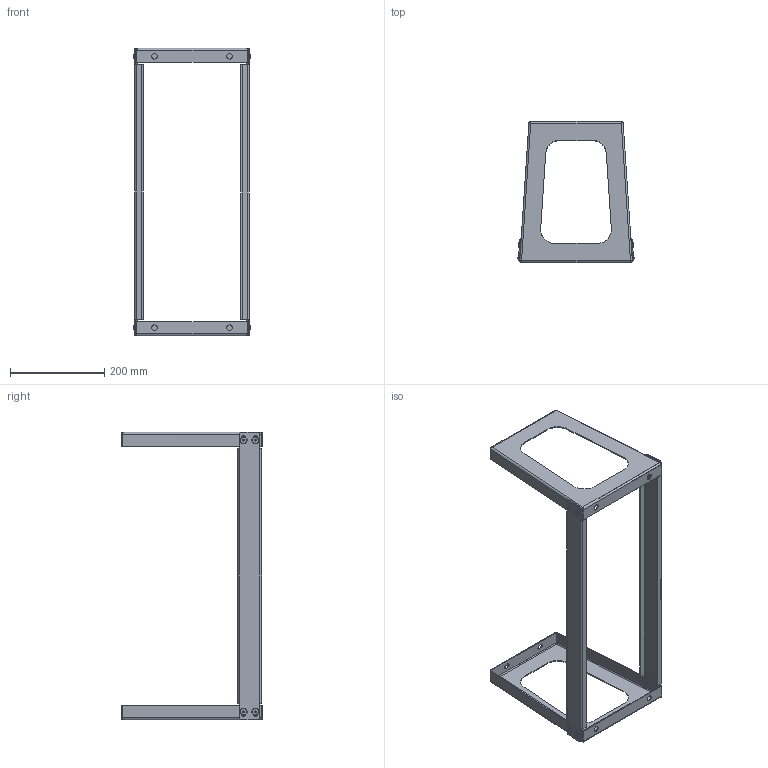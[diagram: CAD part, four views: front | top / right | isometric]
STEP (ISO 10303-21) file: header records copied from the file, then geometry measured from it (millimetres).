
FILE_DESCRIPTION (( 'STEP AP214' ), '1' );
FILE_NAME ('438.620.STEP', '2024-05-31T06:46:05', ( '' ), ( '' ), 'SwSTEP 2.0', 'SolidWorks 2021', '' );
FILE_SCHEMA (( 'AUTOMOTIVE_DESIGN' ));
Length unit declared in the file: millimetre
Products named in the file (5): 438.620; Âèíò Ì6õ16 ìåáåëüíûé; 438.020; 438.600; Ãàéêà êëåòüåâàÿ DIN 88109-Ì6-(1,7-2,5)-Zn 
Assembly tree (20 placements, depth 2):
  438.620
    438.020  x2
    438.600  x2
    Âèíò Ì6õ16 ìåáåëüíûé  x8
    Ãàéêà êëåòüåâàÿ DIN 88109-Ì6-(1,7-2,5)-Zn   x8
Bounding box: 246.9 x 300 x 611 mm (x, y, z)
Volume: 428665.8 mm3; surface area: 449324.2 mm2
Topology: 20 solids, 20 shells, 1866 faces, 4366 edges, 2548 vertices
Faces by surface type: plane 1104, cylinder 578, cone 96, bspline 72, torus 16
Entity records: 12575 total; most frequent: CARTESIAN_POINT 4773, ORIENTED_EDGE 1572, DIRECTION 1508, EDGE_CURVE 786, VECTOR 560, LINE 560, AXIS2_PLACEMENT_3D 474, VERTEX_POINT 470
